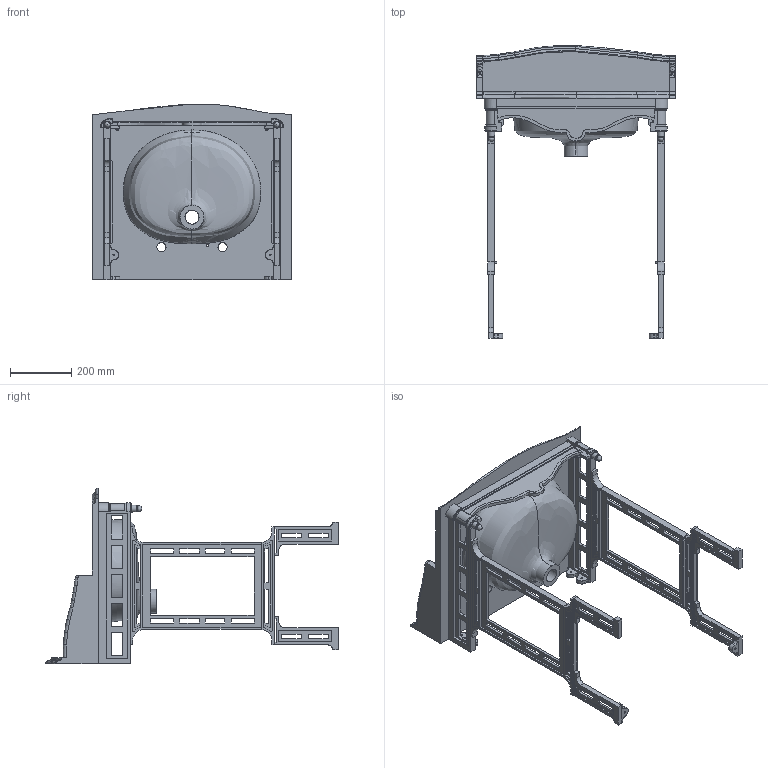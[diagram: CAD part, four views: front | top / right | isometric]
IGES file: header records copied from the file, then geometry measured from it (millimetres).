
Global section: file name: 2930 without G11; native system: AutoCAD 2016 - 简体中文 (Simplified Chinese),62HAuto; preprocessor: desk Translation Framework DWG producer (atf_dwg_producer); organization: unknown; date: 20210317.122724; units: millimetre
Bounding box: 650 x 957 x 575 mm (x, y, z)
Volume: 17048844.7 mm3; surface area: 2380899.1 mm2
Topology: 27 solids, 27 shells, 1032 faces, 2841 edges, 1882 vertices
Faces by surface type: bspline 1032
